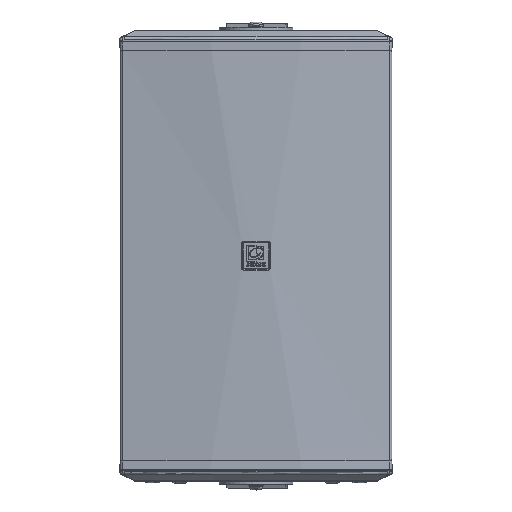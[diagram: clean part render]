
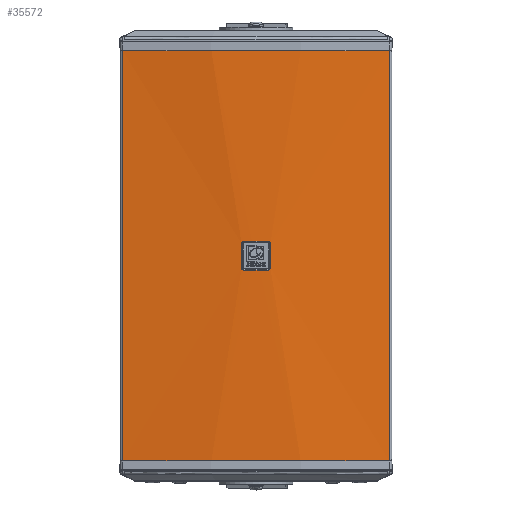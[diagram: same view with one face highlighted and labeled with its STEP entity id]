
A CAD part, top view. The second image highlights one B-rep face of the part: STEP entity #35572.
In plain terms, the highlighted cylindrical face has radius 1076.53 mm (diameter 2153.06 mm), a partial arc.
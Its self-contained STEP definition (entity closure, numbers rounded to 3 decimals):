
#1115=B_SPLINE_CURVE_WITH_KNOTS('',3,(#77326,#77327,#77328,#77329,#77330,
#77331),.UNSPECIFIED.,.F.,.F.,(4,1,1,4),(-0.491,-0.281,
-0.14,0.),.UNSPECIFIED.);
#1117=B_SPLINE_CURVE_WITH_KNOTS('',3,(#77384,#77385,#77386,#77387,#77388,
#77389),.UNSPECIFIED.,.F.,.F.,(4,1,1,4),(-0.491,-0.351,
-0.21,0.),.UNSPECIFIED.);
#1122=B_SPLINE_CURVE_WITH_KNOTS('',3,(#77545,#77546,#77547,#77548,#77549,
#77550),.UNSPECIFIED.,.F.,.F.,(4,1,1,4),(-0.491,-0.351,
-0.21,0.),.UNSPECIFIED.);
#1124=B_SPLINE_CURVE_WITH_KNOTS('',3,(#77598,#77599,#77600,#77601,#77602,
#77603),.UNSPECIFIED.,.F.,.F.,(4,1,1,4),(-0.491,-0.351,
-0.21,0.),.UNSPECIFIED.);
#1930=FACE_BOUND('',#5673,.T.);
#3628=FACE_OUTER_BOUND('',#5672,.T.);
#5672=EDGE_LOOP('',(#25267,#25268,#25269,#25270));
#5673=EDGE_LOOP('',(#25271,#25272,#25273,#25274,#25275,#25276,#25277,#25278));
#8026=LINE('',#77338,#10793);
#8065=LINE('',#77626,#10832);
#8066=LINE('',#77632,#10833);
#8067=LINE('',#77635,#10834);
#10793=VECTOR('',#43050,10.);
#10832=VECTOR('',#43137,10.);
#10833=VECTOR('',#43142,10.);
#10834=VECTOR('',#43145,10.);
#13242=CIRCLE('',#37990,1076.531);
#13250=CIRCLE('',#38009,1076.531);
#13251=CIRCLE('',#38012,1076.531);
#13252=CIRCLE('',#38013,1076.531);
#15215=VERTEX_POINT('',#77323);
#15216=VERTEX_POINT('',#77325);
#15218=VERTEX_POINT('',#77336);
#15220=VERTEX_POINT('',#77382);
#15224=VERTEX_POINT('',#77409);
#15263=VERTEX_POINT('',#77543);
#15266=VERTEX_POINT('',#77595);
#15267=VERTEX_POINT('',#77597);
#15270=VERTEX_POINT('',#77628);
#15271=VERTEX_POINT('',#77629);
#15272=VERTEX_POINT('',#77631);
#15273=VERTEX_POINT('',#77633);
#19051=EDGE_CURVE('',#15215,#15216,#1115,.T.);
#19055=EDGE_CURVE('',#15218,#15215,#8026,.T.);
#19058=EDGE_CURVE('',#15220,#15218,#1117,.T.);
#19063=EDGE_CURVE('',#15224,#15220,#13242,.T.);
#19111=EDGE_CURVE('',#15263,#15224,#1122,.T.);
#19114=EDGE_CURVE('',#15266,#15267,#1124,.T.);
#19117=EDGE_CURVE('',#15216,#15266,#13250,.T.);
#19121=EDGE_CURVE('',#15267,#15263,#8065,.T.);
#19122=EDGE_CURVE('',#15270,#15271,#13251,.T.);
#19123=EDGE_CURVE('',#15272,#15271,#8066,.T.);
#19124=EDGE_CURVE('',#15272,#15273,#13252,.T.);
#19125=EDGE_CURVE('',#15270,#15273,#8067,.T.);
#25267=ORIENTED_EDGE('',*,*,#19122,.T.);
#25268=ORIENTED_EDGE('',*,*,#19123,.F.);
#25269=ORIENTED_EDGE('',*,*,#19124,.T.);
#25270=ORIENTED_EDGE('',*,*,#19125,.F.);
#25271=ORIENTED_EDGE('',*,*,#19114,.F.);
#25272=ORIENTED_EDGE('',*,*,#19117,.F.);
#25273=ORIENTED_EDGE('',*,*,#19051,.F.);
#25274=ORIENTED_EDGE('',*,*,#19055,.F.);
#25275=ORIENTED_EDGE('',*,*,#19058,.F.);
#25276=ORIENTED_EDGE('',*,*,#19063,.F.);
#25277=ORIENTED_EDGE('',*,*,#19111,.F.);
#25278=ORIENTED_EDGE('',*,*,#19121,.F.);
#33396=CYLINDRICAL_SURFACE('',#38011,1076.531);
#35572=ADVANCED_FACE('',(#3628,#1930),#33396,.T.);
#37990=AXIS2_PLACEMENT_3D('',#77411,#43057,#43058);
#38009=AXIS2_PLACEMENT_3D('',#77611,#43132,#43133);
#38011=AXIS2_PLACEMENT_3D('',#77627,#43138,#43139);
#38012=AXIS2_PLACEMENT_3D('',#77630,#43140,#43141);
#38013=AXIS2_PLACEMENT_3D('',#77634,#43143,#43144);
#43050=DIRECTION('',(0.,-1.,0.));
#43057=DIRECTION('center_axis',(0.,-1.,0.));
#43058=DIRECTION('ref_axis',(0.,0.,
1.));
#43132=DIRECTION('center_axis',(0.,1.,0.));
#43133=DIRECTION('ref_axis',(0.,0.,
1.));
#43137=DIRECTION('',(0.,1.,0.));
#43138=DIRECTION('center_axis',(0.,1.,0.));
#43139=DIRECTION('ref_axis',(0.17,0.,-0.985));
#43140=DIRECTION('center_axis',(0.,1.,0.));
#43141=DIRECTION('ref_axis',(-0.168,0.,0.986));
#43142=DIRECTION('',(0.,-1.,0.));
#43143=DIRECTION('center_axis',(0.,-1.,0.));
#43144=DIRECTION('ref_axis',(0.168,0.,0.986));
#43145=DIRECTION('',(0.,1.,0.));
#77323=CARTESIAN_POINT('',(-19.527,273.625,193.823));
#77325=CARTESIAN_POINT('',(-16.398,270.5,193.875));
#77326=CARTESIAN_POINT('Ctrl Pts',(-19.527,273.625,193.823));
#77327=CARTESIAN_POINT('Ctrl Pts',(-19.527,272.924,193.823));
#77328=CARTESIAN_POINT('Ctrl Pts',(-19.117,271.759,193.83));
#77329=CARTESIAN_POINT('Ctrl Pts',(-17.801,270.714,193.853));
#77330=CARTESIAN_POINT('Ctrl Pts',(-16.866,270.5,193.868));
#77331=CARTESIAN_POINT('Ctrl Pts',(-16.398,270.5,193.875));
#77336=CARTESIAN_POINT('',(-19.527,306.375,193.823));
#77338=CARTESIAN_POINT('',(-19.527,290.,193.823));
#77382=CARTESIAN_POINT('',(-16.398,309.5,193.875));
#77384=CARTESIAN_POINT('Ctrl Pts',(-16.398,309.5,193.875));
#77385=CARTESIAN_POINT('Ctrl Pts',(-16.866,309.5,193.868));
#77386=CARTESIAN_POINT('Ctrl Pts',(-17.801,309.286,193.853));
#77387=CARTESIAN_POINT('Ctrl Pts',(-19.117,308.241,193.83));
#77388=CARTESIAN_POINT('Ctrl Pts',(-19.527,307.076,193.823));
#77389=CARTESIAN_POINT('Ctrl Pts',(-19.527,306.375,193.823));
#77409=CARTESIAN_POINT('',(16.398,309.5,193.875));
#77411=CARTESIAN_POINT('Origin',(0.,309.5,
-882.531));
#77543=CARTESIAN_POINT('',(19.527,306.375,193.823));
#77545=CARTESIAN_POINT('Ctrl Pts',(19.527,306.375,193.823));
#77546=CARTESIAN_POINT('Ctrl Pts',(19.527,306.843,193.823));
#77547=CARTESIAN_POINT('Ctrl Pts',(19.313,307.776,193.827));
#77548=CARTESIAN_POINT('Ctrl Pts',(18.266,309.09,193.845));
#77549=CARTESIAN_POINT('Ctrl Pts',(17.1,309.5,193.864));
#77550=CARTESIAN_POINT('Ctrl Pts',(16.398,309.5,193.875));
#77595=CARTESIAN_POINT('',(16.398,270.5,193.875));
#77597=CARTESIAN_POINT('',(19.527,273.625,193.823));
#77598=CARTESIAN_POINT('Ctrl Pts',(16.398,270.5,193.875));
#77599=CARTESIAN_POINT('Ctrl Pts',(16.866,270.5,193.868));
#77600=CARTESIAN_POINT('Ctrl Pts',(17.801,270.714,193.853));
#77601=CARTESIAN_POINT('Ctrl Pts',(19.117,271.759,193.83));
#77602=CARTESIAN_POINT('Ctrl Pts',(19.527,272.924,193.823));
#77603=CARTESIAN_POINT('Ctrl Pts',(19.527,273.625,193.823));
#77611=CARTESIAN_POINT('Origin',(0.,270.5,
-882.531));
#77626=CARTESIAN_POINT('',(19.527,290.,193.823));
#77627=CARTESIAN_POINT('Origin',(0.,290.,-882.531));
#77628=CARTESIAN_POINT('',(-180.378,12.5,178.781));
#77629=CARTESIAN_POINT('',(180.378,12.5,178.781));
#77630=CARTESIAN_POINT('Origin',(0.,12.5,-882.531));
#77631=CARTESIAN_POINT('',(180.378,567.5,178.781));
#77632=CARTESIAN_POINT('',(180.378,290.,178.781));
#77633=CARTESIAN_POINT('',(-180.378,567.5,178.781));
#77634=CARTESIAN_POINT('Origin',(0.,567.5,
-882.531));
#77635=CARTESIAN_POINT('',(-180.378,290.,178.781));
